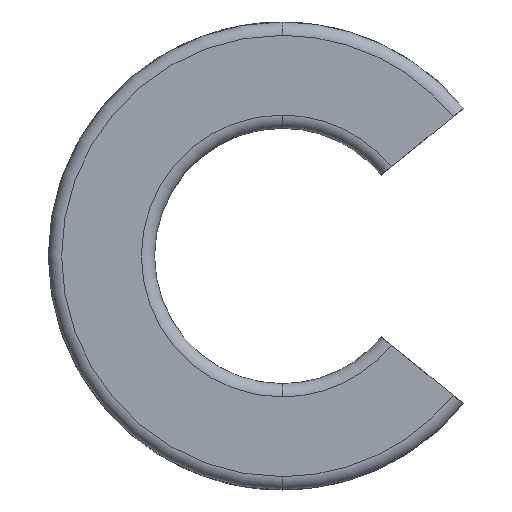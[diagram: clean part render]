
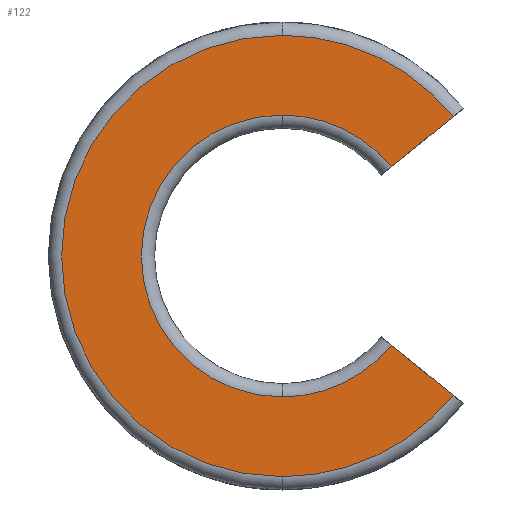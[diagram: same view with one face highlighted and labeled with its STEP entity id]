
A CAD part, left-side view. The second image highlights one B-rep face of the part: STEP entity #122.
In plain terms, the highlighted planar face has unit normal (-1, 0, 0).
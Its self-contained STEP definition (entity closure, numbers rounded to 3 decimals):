
#122 = ADVANCED_FACE( '', ( #222 ), #223, .T. );
#222 = FACE_OUTER_BOUND( '', #322, .T. );
#223 = PLANE( '', #323 );
#322 = EDGE_LOOP( '', ( #737, #738, #739, #740, #741, #742, #743, #744 ) );
#323 = AXIS2_PLACEMENT_3D( '', #745, #746, #747 );
#737 = ORIENTED_EDGE( '', *, *, #862, .T. );
#738 = ORIENTED_EDGE( '', *, *, #887, .T. );
#739 = ORIENTED_EDGE( '', *, *, #755, .T. );
#740 = ORIENTED_EDGE( '', *, *, #751, .T. );
#741 = ORIENTED_EDGE( '', *, *, #834, .T. );
#742 = ORIENTED_EDGE( '', *, *, #793, .F. );
#743 = ORIENTED_EDGE( '', *, *, #797, .F. );
#744 = ORIENTED_EDGE( '', *, *, #877, .F. );
#745 = CARTESIAN_POINT( '', ( 0., 8.5, 0. ) );
#746 = DIRECTION( '', ( -1., 0., 0. ) );
#747 = DIRECTION( '', ( 0., 1., 0. ) );
#751 = EDGE_CURVE( '', #888, #893, #895, .T. );
#755 = EDGE_CURVE( '', #897, #888, #902, .T. );
#793 = EDGE_CURVE( '', #973, #975, #976, .T. );
#797 = EDGE_CURVE( '', #980, #973, #982, .T. );
#834 = EDGE_CURVE( '', #893, #975, #1046, .T. );
#862 = EDGE_CURVE( '', #1094, #1092, #1095, .T. );
#877 = EDGE_CURVE( '', #1094, #980, #1111, .T. );
#887 = EDGE_CURVE( '', #1092, #897, #1121, .T. );
#888 = VERTEX_POINT( '', #1122 );
#893 = VERTEX_POINT( '', #1127 );
#895 = CIRCLE( '', #1146, 10.375 );
#897 = VERTEX_POINT( '', #1148 );
#902 = CIRCLE( '', #1153, 10.375 );
#973 = VERTEX_POINT( '', #1357 );
#975 = VERTEX_POINT( '', #1359 );
#976 = CIRCLE( '', #1360, 6.625 );
#980 = VERTEX_POINT( '', #1381 );
#982 = CIRCLE( '', #1383, 6.625 );
#1046 = LINE( '', #1630, #1631 );
#1092 = VERTEX_POINT( '', #1719 );
#1094 = VERTEX_POINT( '', #1738 );
#1095 = LINE( '', #1739, #1740 );
#1111 = CIRCLE( '', #1791, 6.625 );
#1121 = CIRCLE( '', #1801, 10.375 );
#1122 = CARTESIAN_POINT( '', ( 0., 0., -10.375 ) );
#1127 = CARTESIAN_POINT( '', ( 0., -8.043, -6.553 ) );
#1146 = AXIS2_PLACEMENT_3D( '', #1808, #1809, #1810 );
#1148 = CARTESIAN_POINT( '', ( 0., 0., 10.375 ) );
#1153 = AXIS2_PLACEMENT_3D( '', #1820, #1821, #1822 );
#1357 = CARTESIAN_POINT( '', ( 0., 0., -6.625 ) );
#1359 = CARTESIAN_POINT( '', ( 0., -5.129, -4.193 ) );
#1360 = AXIS2_PLACEMENT_3D( '', #1895, #1896, #1897 );
#1381 = CARTESIAN_POINT( '', ( 0., 0., 6.625 ) );
#1383 = AXIS2_PLACEMENT_3D( '', #1904, #1905, #1906 );
#1630 = CARTESIAN_POINT( '', ( 0., 2.601, 2.066 ) );
#1631 = VECTOR( '', #1966, 1. );
#1719 = CARTESIAN_POINT( '', ( 0., -8.043, 6.553 ) );
#1738 = CARTESIAN_POINT( '', ( 0., -5.129, 4.193 ) );
#1739 = CARTESIAN_POINT( '', ( 0., -1.882, 1.564 ) );
#1740 = VECTOR( '', #1992, 1. );
#1791 = AXIS2_PLACEMENT_3D( '', #2027, #2028, #2029 );
#1801 = AXIS2_PLACEMENT_3D( '', #2057, #2058, #2059 );
#1808 = CARTESIAN_POINT( '', ( 0., 0., 0. ) );
#1809 = DIRECTION( '', ( -1., 0., 0. ) );
#1810 = DIRECTION( '', ( 0., 1., 0. ) );
#1820 = CARTESIAN_POINT( '', ( 0., 0., 0. ) );
#1821 = DIRECTION( '', ( -1., 0., 0. ) );
#1822 = DIRECTION( '', ( 0., 1., 0. ) );
#1895 = CARTESIAN_POINT( '', ( 0., 0., 0. ) );
#1896 = DIRECTION( '', ( -1., 0., 0. ) );
#1897 = DIRECTION( '', ( 0., 1., 0. ) );
#1904 = CARTESIAN_POINT( '', ( 0., 0., 0. ) );
#1905 = DIRECTION( '', ( -1., 0., 0. ) );
#1906 = DIRECTION( '', ( 0., 1., 0. ) );
#1966 = DIRECTION( '', ( 0., 0.777, 0.629 ) );
#1992 = DIRECTION( '', ( 0., -0.777, 0.629 ) );
#2027 = CARTESIAN_POINT( '', ( 0., 0., 0. ) );
#2028 = DIRECTION( '', ( -1., 0., 0. ) );
#2029 = DIRECTION( '', ( 0., 1., 0. ) );
#2057 = CARTESIAN_POINT( '', ( 0., 0., 0. ) );
#2058 = DIRECTION( '', ( -1., 0., 0. ) );
#2059 = DIRECTION( '', ( 0., 1., 0. ) );
